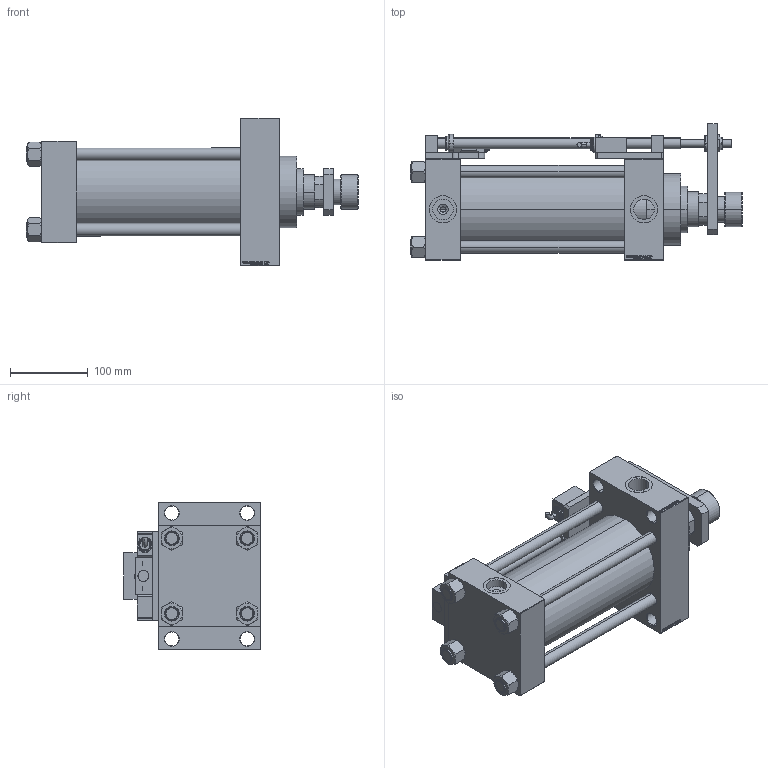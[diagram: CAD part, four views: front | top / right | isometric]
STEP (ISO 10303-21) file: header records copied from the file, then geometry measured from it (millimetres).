
FILE_DESCRIPTION (( 'STEP AP203' ), '1' );
FILE_NAME ('0b18.STEP', '2024-05-22T13:31:19', ( '' ), ( '' ), 'SwSTEP 2.0', 'SolidWorks 2019', '' );
FILE_SCHEMA (( 'CONFIG_CONTROL_DESIGN' ));
Length unit declared in the file: millimetre
Products named in the file (17): V215CD_SWITCH_Q_MAGNET 0b9886040740a6ca5403a314c05ec73a; V215CD_SWITCH_Q_NUT10 0b9886040740a6ca5403a314c05ec73a; V215CD_SWITCH_Q_PODLOZKA_BACK 0b9886040740a6ca5403a314c05ec73a; V215CD_D_TYCINKA 0b9886040740a6ca5403a314c05ec73a; V215CD_NUT_M5_D 0b9886040740a6ca5403a314c05ec73a; V215CD_SWITCH_Q_ZARAZKA 0b9886040740a6ca5403a314c05ec73a; V215CD_SWITCH_Q_PODLOZKA_FRONT 0b9886040740a6ca5403a314c05ec73a; V215CD_VCP_D 0b9886040740a6ca5403a314c05ec73a; V215CD_SWITCH_Q_TYC 0b9886040740a6ca5403a314c05ec73a; V215CD_SWITCH_Q_BLOK 0b9886040740a6ca5403a314c05ec73a; V215CD_D_Body 0b9886040740a6ca5403a314c05ec73a; V215CR_ROD_END_F 0b9886040740a6ca5403a314c05ec73a; V215CD_SWITCH_Q_NUT 0b9886040740a6ca5403a314c05ec73a; V215CD_SWITCH_Q_SWITCH 0b9886040740a6ca5403a314c05ec73a; V215CD_VC_A 0b9886040740a6ca5403a314c05ec73a; V215CD_SWITCH_Q_DIMA 0b9886040740a6ca5403a314c05ec73a; 0b18
Assembly tree (25 placements, depth 2):
  0b18
    V215CD_D_Body 0b9886040740a6ca5403a314c05ec73a
    V215CD_VC_A 0b9886040740a6ca5403a314c05ec73a
    V215CD_VCP_D 0b9886040740a6ca5403a314c05ec73a
    V215CD_D_TYCINKA 0b9886040740a6ca5403a314c05ec73a  x4
    V215CD_NUT_M5_D 0b9886040740a6ca5403a314c05ec73a  x4
    V215CR_ROD_END_F 0b9886040740a6ca5403a314c05ec73a
    V215CD_SWITCH_Q_BLOK 0b9886040740a6ca5403a314c05ec73a  x2
    V215CD_SWITCH_Q_DIMA 0b9886040740a6ca5403a314c05ec73a
    V215CD_SWITCH_Q_MAGNET 0b9886040740a6ca5403a314c05ec73a  x2
    V215CD_SWITCH_Q_NUT 0b9886040740a6ca5403a314c05ec73a
    V215CD_SWITCH_Q_NUT10 0b9886040740a6ca5403a314c05ec73a
    V215CD_SWITCH_Q_PODLOZKA_BACK 0b9886040740a6ca5403a314c05ec73a
    V215CD_SWITCH_Q_PODLOZKA_FRONT 0b9886040740a6ca5403a314c05ec73a
    V215CD_SWITCH_Q_SWITCH 0b9886040740a6ca5403a314c05ec73a  x2
    V215CD_SWITCH_Q_TYC 0b9886040740a6ca5403a314c05ec73a
    V215CD_SWITCH_Q_ZARAZKA 0b9886040740a6ca5403a314c05ec73a
Bounding box: 427 x 175 x 190 mm (x, y, z)
Volume: 3464423.2 mm3; surface area: 605172.8 mm2
Topology: 25 solids, 25 shells, 1392 faces, 3443 edges, 2230 vertices
Faces by surface type: plane 669, bspline 368, cylinder 160, cone 155, torus 40
Entity records: 53787 total; most frequent: CARTESIAN_POINT 26094, ORIENTED_EDGE 5826, DIRECTION 4152, EDGE_CURVE 2913, VERTEX_POINT 1904, VECTOR 1740, LINE 1740, EDGE_LOOP 1323
